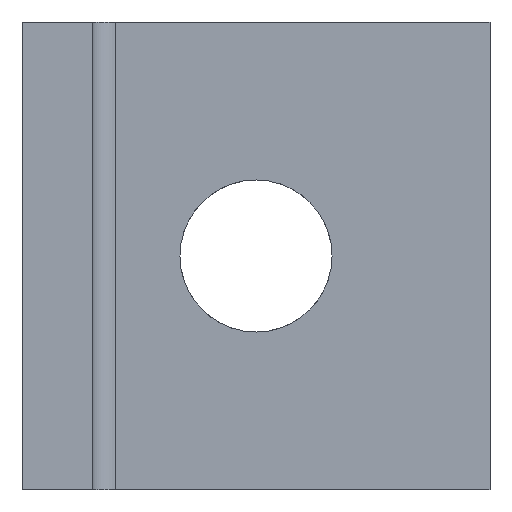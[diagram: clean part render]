
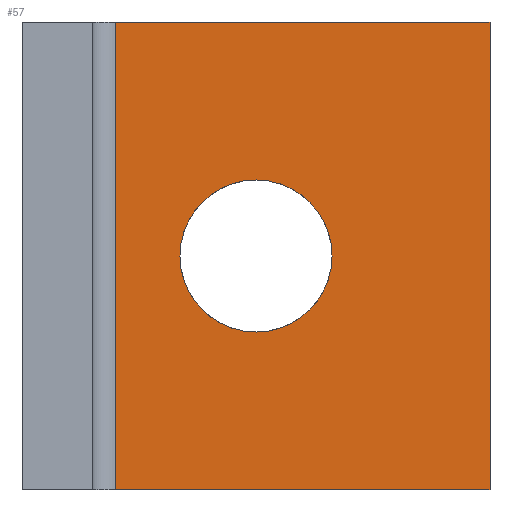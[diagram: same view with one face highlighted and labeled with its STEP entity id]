
A CAD part, front view. The second image highlights one B-rep face of the part: STEP entity #57.
In plain terms, the highlighted planar face has unit normal (0, -1, 0).
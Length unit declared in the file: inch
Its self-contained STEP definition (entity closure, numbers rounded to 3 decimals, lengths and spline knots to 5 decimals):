
#57=ADVANCED_FACE('',(#117,#118),#119,.T.);
#117=FACE_BOUND('',#217,.T.);
#118=FACE_OUTER_BOUND('',#218,.T.);
#119=PLANE('',#219);
#217=EDGE_LOOP('',(#331,#332,#333,#334));
#218=EDGE_LOOP('',(#335,#336,#337,#338));
#219=AXIS2_PLACEMENT_3D('',#339,#340,#341);
#331=ORIENTED_EDGE('',*,*,#443,.T.);
#332=ORIENTED_EDGE('',*,*,#464,.T.);
#333=ORIENTED_EDGE('',*,*,#465,.T.);
#334=ORIENTED_EDGE('',*,*,#453,.T.);
#335=ORIENTED_EDGE('',*,*,#466,.T.);
#336=ORIENTED_EDGE('',*,*,#467,.F.);
#337=ORIENTED_EDGE('',*,*,#437,.T.);
#338=ORIENTED_EDGE('',*,*,#468,.T.);
#339=CARTESIAN_POINT('',(0.74994,1.59396,0.0));
#340=DIRECTION('',(0.0,-1.0,0.0));
#341=DIRECTION('',(1.0,0.0,0.0));
#437=EDGE_CURVE('',#510,#508,#511,.T.);
#443=EDGE_CURVE('',#521,#519,#522,.T.);
#453=EDGE_CURVE('',#537,#521,#538,.T.);
#464=EDGE_CURVE('',#519,#553,#554,.T.);
#465=EDGE_CURVE('',#553,#537,#555,.T.);
#466=EDGE_CURVE('',#556,#557,#558,.T.);
#467=EDGE_CURVE('',#510,#557,#559,.T.);
#468=EDGE_CURVE('',#508,#556,#560,.T.);
#508=VERTEX_POINT('',#613);
#510=VERTEX_POINT('',#616);
#511=LINE('',#617,#618);
#519=VERTEX_POINT('',#633);
#521=VERTEX_POINT('',#636);
#522=B_SPLINE_CURVE_WITH_KNOTS('',3,(#637,#638,#639,#640),.UNSPECIFIED.,.F.,.F.,(4,4),(0.0,1.0),.UNSPECIFIED.);
#537=VERTEX_POINT('',#667);
#538=B_SPLINE_CURVE_WITH_KNOTS('',3,(#668,#669,#670,#671),.UNSPECIFIED.,.F.,.F.,(4,4),(0.0,1.0),.UNSPECIFIED.);
#553=VERTEX_POINT('',#701);
#554=B_SPLINE_CURVE_WITH_KNOTS('',3,(#702,#703,#704,#705),.UNSPECIFIED.,.F.,.F.,(4,4),(0.0,1.0),.UNSPECIFIED.);
#555=B_SPLINE_CURVE_WITH_KNOTS('',3,(#706,#707,#708,#709),.UNSPECIFIED.,.F.,.F.,(4,4),(0.0,1.0),.UNSPECIFIED.);
#556=VERTEX_POINT('',#710);
#557=VERTEX_POINT('',#711);
#558=LINE('',#712,#713);
#559=LINE('',#714,#715);
#560=LINE('',#716,#717);
#613=CARTESIAN_POINT('',(1.25001,1.59396,0.0));
#616=CARTESIAN_POINT('',(0.24987,1.59396,0.0));
#617=CARTESIAN_POINT('',(0.24987,1.59396,0.0));
#618=VECTOR('',#788,1.0);
#633=CARTESIAN_POINT('',(0.62501,1.59396,0.42187));
#636=CARTESIAN_POINT('',(0.82812,1.59396,0.625));
#637=CARTESIAN_POINT('',(0.82812,1.59396,0.625));
#638=CARTESIAN_POINT('',(0.82812,1.59396,0.51282));
#639=CARTESIAN_POINT('',(0.73719,1.59396,0.42187));
#640=CARTESIAN_POINT('',(0.62501,1.59396,0.42187));
#667=CARTESIAN_POINT('',(0.62501,1.59396,0.82812));
#668=CARTESIAN_POINT('',(0.62501,1.59396,0.82812));
#669=CARTESIAN_POINT('',(0.73719,1.59396,0.82812));
#670=CARTESIAN_POINT('',(0.82812,1.59396,0.73718));
#671=CARTESIAN_POINT('',(0.82812,1.59396,0.625));
#701=CARTESIAN_POINT('',(0.42188,1.59396,0.625));
#702=CARTESIAN_POINT('',(0.62501,1.59396,0.42187));
#703=CARTESIAN_POINT('',(0.51283,1.59396,0.42187));
#704=CARTESIAN_POINT('',(0.42188,1.59396,0.51282));
#705=CARTESIAN_POINT('',(0.42188,1.59396,0.625));
#706=CARTESIAN_POINT('',(0.42188,1.59396,0.625));
#707=CARTESIAN_POINT('',(0.42188,1.59396,0.73718));
#708=CARTESIAN_POINT('',(0.51283,1.59396,0.82812));
#709=CARTESIAN_POINT('',(0.62501,1.59396,0.82812));
#710=CARTESIAN_POINT('',(1.25001,1.59396,1.25));
#711=CARTESIAN_POINT('',(0.24987,1.59396,1.25));
#712=CARTESIAN_POINT('',(0.24987,1.59396,1.25));
#713=VECTOR('',#797,1.0);
#714=CARTESIAN_POINT('',(0.24987,1.59396,0.0));
#715=VECTOR('',#798,1.0);
#716=CARTESIAN_POINT('',(1.25001,1.59396,0.0));
#717=VECTOR('',#799,1.0);
#788=DIRECTION('',(1.0,0.0,0.0));
#797=DIRECTION('',(-1.0,-0.0,-0.0));
#798=DIRECTION('',(0.0,0.0,1.0));
#799=DIRECTION('',(0.0,0.0,1.0));
